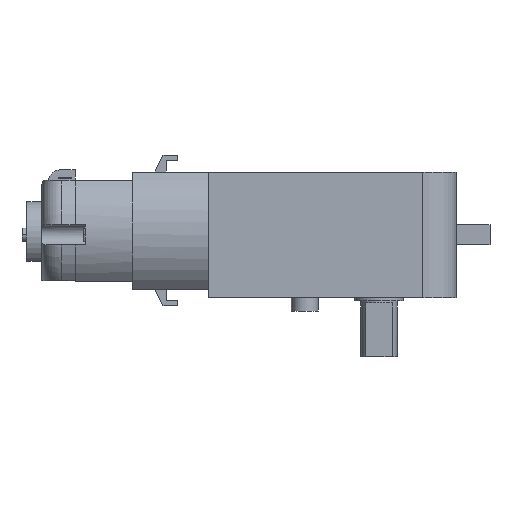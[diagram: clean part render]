
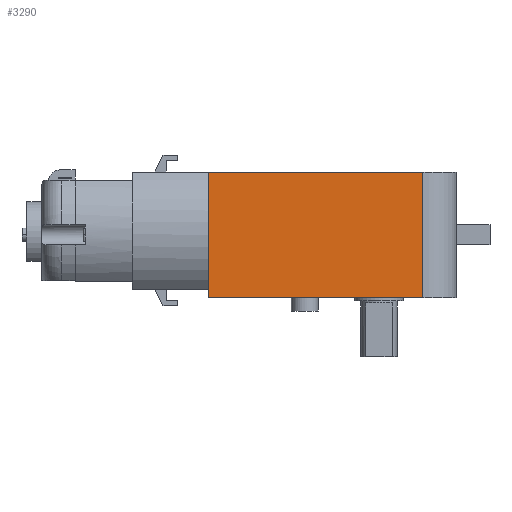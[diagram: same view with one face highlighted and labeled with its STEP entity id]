
A CAD part, front view. The second image highlights one B-rep face of the part: STEP entity #3290.
In plain terms, the highlighted planar face has unit normal (0, -1, 0).
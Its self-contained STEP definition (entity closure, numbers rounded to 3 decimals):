
#390 = CARTESIAN_POINT ( 'NONE',  ( -18.4, -11.2, -9.32 ) ) ;
#769 = VERTEX_POINT ( 'NONE', #2559 ) ;
#793 = EDGE_CURVE ( 'NONE', #769, #6814, #5120, .T. ) ;
#1000 = ORIENTED_EDGE ( 'NONE', *, *, #1568, .T. ) ;
#1105 = ORIENTED_EDGE ( 'NONE', *, *, #6954, .F. ) ;
#1201 = VECTOR ( 'NONE', #2579, 1000. ) ;
#1463 = EDGE_CURVE ( 'NONE', #2273, #6122, #1635, .T. ) ;
#1561 = VECTOR ( 'NONE', #1646, 1000. ) ;
#1568 = EDGE_CURVE ( 'NONE', #8500, #769, #3207, .T. ) ;
#1578 = CARTESIAN_POINT ( 'NONE',  ( -18.4, -11.2, 9.32 ) ) ;
#1593 = CARTESIAN_POINT ( 'NONE',  ( 13.4, -11.2, 9.32 ) ) ;
#1635 = LINE ( 'NONE', #3530, #3224 ) ;
#1646 = DIRECTION ( 'NONE',  ( 0., 0., -1. ) ) ;
#1664 = LINE ( 'NONE', #5005, #3251 ) ;
#2197 = AXIS2_PLACEMENT_3D ( 'NONE', #2456, #7144, #3149 ) ;
#2273 = VERTEX_POINT ( 'NONE', #6652 ) ;
#2456 = CARTESIAN_POINT ( 'NONE',  ( 18.4, -11.2, 9.32 ) ) ;
#2503 = ORIENTED_EDGE ( 'NONE', *, *, #1463, .T. ) ;
#2559 = CARTESIAN_POINT ( 'NONE',  ( -18.4, -11.2, 0. ) ) ;
#2579 = DIRECTION ( 'NONE',  ( 1., 0., 0. ) ) ;
#3149 = DIRECTION ( 'NONE',  ( -1., 0., 0. ) ) ;
#3207 = LINE ( 'NONE', #1578, #6554 ) ;
#3224 = VECTOR ( 'NONE', #8222, 1000. ) ;
#3251 = VECTOR ( 'NONE', #6354, 1000. ) ;
#3290 = ADVANCED_FACE ( 'NONE', ( #8027 ), #5089, .F. ) ;
#3530 = CARTESIAN_POINT ( 'NONE',  ( 13.4, -11.2, 9.32 ) ) ;
#4152 = ORIENTED_EDGE ( 'NONE', *, *, #793, .T. ) ;
#5005 = CARTESIAN_POINT ( 'NONE',  ( 18.4, -11.2, -9.32 ) ) ;
#5089 = PLANE ( 'NONE',  #2197 ) ;
#5120 = LINE ( 'NONE', #6549, #1561 ) ;
#5570 = DIRECTION ( 'NONE',  ( 0., 0., -1. ) ) ;
#5605 = EDGE_CURVE ( 'NONE', #6814, #2273, #1664, .T. ) ;
#5631 = ORIENTED_EDGE ( 'NONE', *, *, #5605, .T. ) ;
#6122 = VERTEX_POINT ( 'NONE', #1593 ) ;
#6325 = LINE ( 'NONE', #7292, #1201 ) ;
#6354 = DIRECTION ( 'NONE',  ( 1., 0., 0. ) ) ;
#6549 = CARTESIAN_POINT ( 'NONE',  ( -18.4, -11.2, 9.32 ) ) ;
#6554 = VECTOR ( 'NONE', #5570, 1000. ) ;
#6652 = CARTESIAN_POINT ( 'NONE',  ( 13.4, -11.2, -9.32 ) ) ;
#6814 = VERTEX_POINT ( 'NONE', #390 ) ;
#6954 = EDGE_CURVE ( 'NONE', #8500, #6122, #6325, .T. ) ;
#7144 = DIRECTION ( 'NONE',  ( 0., 1., 0. ) ) ;
#7292 = CARTESIAN_POINT ( 'NONE',  ( 18.4, -11.2, 9.32 ) ) ;
#7572 = CARTESIAN_POINT ( 'NONE',  ( -18.4, -11.2, 9.32 ) ) ;
#7868 = EDGE_LOOP ( 'NONE', ( #5631, #2503, #1105, #1000, #4152 ) ) ;
#8027 = FACE_OUTER_BOUND ( 'NONE', #7868, .T. ) ;
#8222 = DIRECTION ( 'NONE',  ( 0., 0., 1. ) ) ;
#8500 = VERTEX_POINT ( 'NONE', #7572 ) ;
